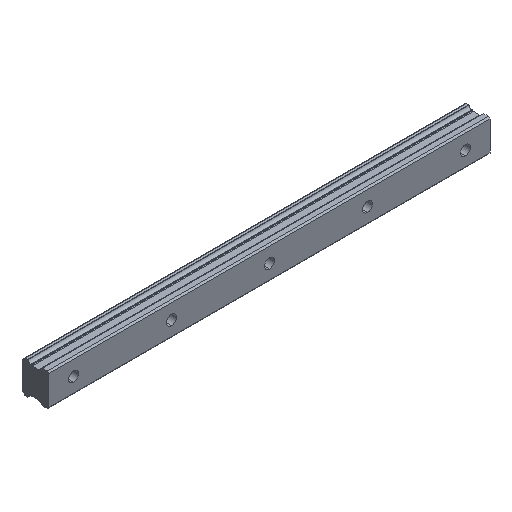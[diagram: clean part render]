
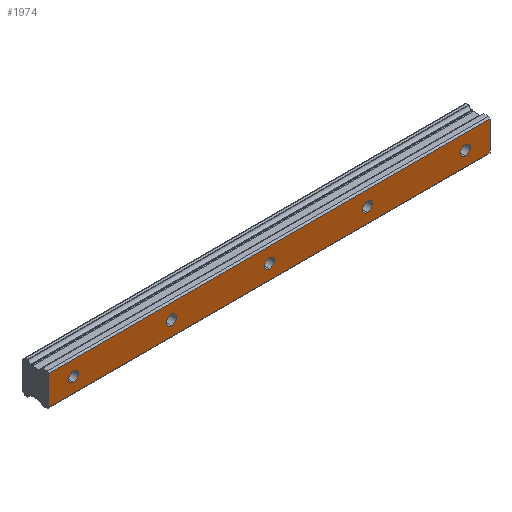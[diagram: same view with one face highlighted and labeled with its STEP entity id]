
A CAD part, isometric view. The second image highlights one B-rep face of the part: STEP entity #1974.
In plain terms, the highlighted planar face has unit normal (0, -1, 0).
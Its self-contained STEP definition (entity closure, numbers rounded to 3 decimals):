
#1 = VECTOR ( 'NONE', #1631, 1000. ) ;
#27 = CARTESIAN_POINT ( 'NONE',  ( 255., 0., -9. ) ) ;
#38 = CIRCLE ( 'NONE', #1161, 3. ) ;
#61 = AXIS2_PLACEMENT_3D ( 'NONE', #1367, #545, #1055 ) ;
#69 = EDGE_LOOP ( 'NONE', ( #971, #309 ) ) ;
#83 = CARTESIAN_POINT ( 'NONE',  ( 240., 0., -3. ) ) ;
#125 = DIRECTION ( 'NONE',  ( 0., -1., 0. ) ) ;
#131 = CIRCLE ( 'NONE', #1874, 3. ) ;
#168 = CARTESIAN_POINT ( 'NONE',  ( 255., 0., 9. ) ) ;
#180 = FACE_BOUND ( 'NONE', #1388, .T. ) ;
#193 = ORIENTED_EDGE ( 'NONE', *, *, #1512, .F. ) ;
#196 = FACE_BOUND ( 'NONE', #1582, .T. ) ;
#213 = CARTESIAN_POINT ( 'NONE',  ( 0., 0., 3. ) ) ;
#218 = DIRECTION ( 'NONE',  ( 0., 1., 0. ) ) ;
#228 = VERTEX_POINT ( 'NONE', #638 ) ;
#249 = CARTESIAN_POINT ( 'NONE',  ( 255., 0., -9. ) ) ;
#262 = VERTEX_POINT ( 'NONE', #1177 ) ;
#269 = AXIS2_PLACEMENT_3D ( 'NONE', #1459, #1109, #994 ) ;
#291 = CARTESIAN_POINT ( 'NONE',  ( 120., 0., -3. ) ) ;
#302 = CIRCLE ( 'NONE', #1552, 3. ) ;
#305 = CARTESIAN_POINT ( 'NONE',  ( -15., 0., 9. ) ) ;
#309 = ORIENTED_EDGE ( 'NONE', *, *, #1985, .F. ) ;
#339 = FACE_BOUND ( 'NONE', #410, .T. ) ;
#347 = DIRECTION ( 'NONE',  ( 1., 0., 0. ) ) ;
#353 = VERTEX_POINT ( 'NONE', #997 ) ;
#376 = ORIENTED_EDGE ( 'NONE', *, *, #1793, .F. ) ;
#377 = CARTESIAN_POINT ( 'NONE',  ( 240., 0., 0. ) ) ;
#388 = AXIS2_PLACEMENT_3D ( 'NONE', #1471, #678, #1307 ) ;
#400 = VERTEX_POINT ( 'NONE', #911 ) ;
#410 = EDGE_LOOP ( 'NONE', ( #883, #547 ) ) ;
#468 = VERTEX_POINT ( 'NONE', #27 ) ;
#483 = CARTESIAN_POINT ( 'NONE',  ( 60., 0., 0. ) ) ;
#545 = DIRECTION ( 'NONE',  ( 0., -1., 0. ) ) ;
#547 = ORIENTED_EDGE ( 'NONE', *, *, #610, .F. ) ;
#571 = VERTEX_POINT ( 'NONE', #213 ) ;
#573 = DIRECTION ( 'NONE',  ( 0., 0., 1. ) ) ;
#584 = ORIENTED_EDGE ( 'NONE', *, *, #742, .F. ) ;
#596 = EDGE_CURVE ( 'NONE', #1528, #1721, #1279, .T. ) ;
#610 = EDGE_CURVE ( 'NONE', #1721, #1528, #1608, .T. ) ;
#617 = AXIS2_PLACEMENT_3D ( 'NONE', #483, #1434, #1163 ) ;
#638 = CARTESIAN_POINT ( 'NONE',  ( -15., 0., -9. ) ) ;
#667 = CARTESIAN_POINT ( 'NONE',  ( 120., 0., 3. ) ) ;
#678 = DIRECTION ( 'NONE',  ( 0., -1., 0. ) ) ;
#702 = LINE ( 'NONE', #1657, #1 ) ;
#705 = DIRECTION ( 'NONE',  ( 0., -1., 0. ) ) ;
#720 = AXIS2_PLACEMENT_3D ( 'NONE', #1261, #1050, #946 ) ;
#742 = EDGE_CURVE ( 'NONE', #880, #400, #1576, .T. ) ;
#758 = EDGE_LOOP ( 'NONE', ( #887, #1012, #1706, #1436 ) ) ;
#770 = EDGE_CURVE ( 'NONE', #262, #468, #1602, .T. ) ;
#776 = VERTEX_POINT ( 'NONE', #1426 ) ;
#781 = VERTEX_POINT ( 'NONE', #1612 ) ;
#792 = CARTESIAN_POINT ( 'NONE',  ( 0., 0., 0. ) ) ;
#800 = EDGE_CURVE ( 'NONE', #1765, #262, #1937, .T. ) ;
#831 = CIRCLE ( 'NONE', #1621, 3. ) ;
#864 = AXIS2_PLACEMENT_3D ( 'NONE', #1353, #1008, #879 ) ;
#879 = DIRECTION ( 'NONE',  ( 0., 0., 1. ) ) ;
#880 = VERTEX_POINT ( 'NONE', #1788 ) ;
#881 = DIRECTION ( 'NONE',  ( -1., 0., 0. ) ) ;
#883 = ORIENTED_EDGE ( 'NONE', *, *, #596, .F. ) ;
#884 = EDGE_CURVE ( 'NONE', #400, #880, #890, .T. ) ;
#887 = ORIENTED_EDGE ( 'NONE', *, *, #974, .F. ) ;
#890 = CIRCLE ( 'NONE', #61, 3. ) ;
#911 = CARTESIAN_POINT ( 'NONE',  ( 60., 0., -3. ) ) ;
#946 = DIRECTION ( 'NONE',  ( 0., 0., 1. ) ) ;
#971 = ORIENTED_EDGE ( 'NONE', *, *, #1308, .F. ) ;
#974 = EDGE_CURVE ( 'NONE', #468, #228, #1633, .T. ) ;
#994 = DIRECTION ( 'NONE',  ( 0., 0., 1. ) ) ;
#997 = CARTESIAN_POINT ( 'NONE',  ( 240., 0., 3. ) ) ;
#1008 = DIRECTION ( 'NONE',  ( 0., -1., 0. ) ) ;
#1012 = ORIENTED_EDGE ( 'NONE', *, *, #770, .F. ) ;
#1050 = DIRECTION ( 'NONE',  ( 0., -1., 0. ) ) ;
#1055 = DIRECTION ( 'NONE',  ( 0., 0., 1. ) ) ;
#1109 = DIRECTION ( 'NONE',  ( 0., -1., 0. ) ) ;
#1131 = ORIENTED_EDGE ( 'NONE', *, *, #884, .F. ) ;
#1136 = CARTESIAN_POINT ( 'NONE',  ( 0., 0., 0. ) ) ;
#1142 = CARTESIAN_POINT ( 'NONE',  ( 255., 0., 9. ) ) ;
#1153 = VECTOR ( 'NONE', #1896, 1000. ) ;
#1160 = CIRCLE ( 'NONE', #269, 3. ) ;
#1161 = AXIS2_PLACEMENT_3D ( 'NONE', #792, #125, #1889 ) ;
#1163 = DIRECTION ( 'NONE',  ( 0., 0., 1. ) ) ;
#1177 = CARTESIAN_POINT ( 'NONE',  ( 255., 0., 9. ) ) ;
#1261 = CARTESIAN_POINT ( 'NONE',  ( 120., 0., 0. ) ) ;
#1279 = CIRCLE ( 'NONE', #388, 3. ) ;
#1284 = DIRECTION ( 'NONE',  ( 0., 0., 1. ) ) ;
#1288 = EDGE_CURVE ( 'NONE', #228, #1765, #702, .T. ) ;
#1293 = AXIS2_PLACEMENT_3D ( 'NONE', #1938, #218, #1335 ) ;
#1307 = DIRECTION ( 'NONE',  ( 0., 0., 1. ) ) ;
#1308 = EDGE_CURVE ( 'NONE', #781, #1970, #1811, .T. ) ;
#1319 = DIRECTION ( 'NONE',  ( 0., -1., 0. ) ) ;
#1325 = ORIENTED_EDGE ( 'NONE', *, *, #1923, .F. ) ;
#1335 = DIRECTION ( 'NONE',  ( 0., 0., 1. ) ) ;
#1336 = ORIENTED_EDGE ( 'NONE', *, *, #1485, .F. ) ;
#1353 = CARTESIAN_POINT ( 'NONE',  ( 180., 0., 0. ) ) ;
#1367 = CARTESIAN_POINT ( 'NONE',  ( 60., 0., 0. ) ) ;
#1388 = EDGE_LOOP ( 'NONE', ( #1325, #376 ) ) ;
#1426 = CARTESIAN_POINT ( 'NONE',  ( 0., 0., -3. ) ) ;
#1434 = DIRECTION ( 'NONE',  ( 0., -1., 0. ) ) ;
#1436 = ORIENTED_EDGE ( 'NONE', *, *, #1288, .F. ) ;
#1459 = CARTESIAN_POINT ( 'NONE',  ( 240., 0., 0. ) ) ;
#1471 = CARTESIAN_POINT ( 'NONE',  ( 120., 0., 0. ) ) ;
#1485 = EDGE_CURVE ( 'NONE', #353, #2018, #131, .T. ) ;
#1512 = EDGE_CURVE ( 'NONE', #2018, #353, #1160, .T. ) ;
#1518 = CARTESIAN_POINT ( 'NONE',  ( 180., 0., 0. ) ) ;
#1522 = EDGE_LOOP ( 'NONE', ( #1336, #193 ) ) ;
#1528 = VERTEX_POINT ( 'NONE', #667 ) ;
#1552 = AXIS2_PLACEMENT_3D ( 'NONE', #1518, #705, #573 ) ;
#1576 = CIRCLE ( 'NONE', #617, 3. ) ;
#1582 = EDGE_LOOP ( 'NONE', ( #584, #1131 ) ) ;
#1595 = DIRECTION ( 'NONE',  ( 0., -1., 0. ) ) ;
#1602 = LINE ( 'NONE', #1142, #1153 ) ;
#1608 = CIRCLE ( 'NONE', #720, 3. ) ;
#1612 = CARTESIAN_POINT ( 'NONE',  ( 180., 0., 3. ) ) ;
#1613 = FACE_BOUND ( 'NONE', #69, .T. ) ;
#1621 = AXIS2_PLACEMENT_3D ( 'NONE', #1136, #1595, #1284 ) ;
#1631 = DIRECTION ( 'NONE',  ( 0., 0., 1. ) ) ;
#1633 = LINE ( 'NONE', #249, #1907 ) ;
#1657 = CARTESIAN_POINT ( 'NONE',  ( -15., 0., 9. ) ) ;
#1677 = PLANE ( 'NONE',  #1293 ) ;
#1706 = ORIENTED_EDGE ( 'NONE', *, *, #800, .F. ) ;
#1721 = VERTEX_POINT ( 'NONE', #291 ) ;
#1736 = CARTESIAN_POINT ( 'NONE',  ( 180., 0., -3. ) ) ;
#1749 = FACE_BOUND ( 'NONE', #1522, .T. ) ;
#1765 = VERTEX_POINT ( 'NONE', #305 ) ;
#1767 = FACE_OUTER_BOUND ( 'NONE', #758, .T. ) ;
#1788 = CARTESIAN_POINT ( 'NONE',  ( 60., 0., 3. ) ) ;
#1793 = EDGE_CURVE ( 'NONE', #776, #571, #38, .T. ) ;
#1811 = CIRCLE ( 'NONE', #864, 3. ) ;
#1841 = VECTOR ( 'NONE', #347, 1000. ) ;
#1867 = DIRECTION ( 'NONE',  ( 0., 0., 1. ) ) ;
#1874 = AXIS2_PLACEMENT_3D ( 'NONE', #377, #1319, #1867 ) ;
#1889 = DIRECTION ( 'NONE',  ( 0., 0., 1. ) ) ;
#1896 = DIRECTION ( 'NONE',  ( 0., 0., -1. ) ) ;
#1907 = VECTOR ( 'NONE', #881, 1000. ) ;
#1923 = EDGE_CURVE ( 'NONE', #571, #776, #831, .T. ) ;
#1937 = LINE ( 'NONE', #168, #1841 ) ;
#1938 = CARTESIAN_POINT ( 'NONE',  ( 255., 0., 9. ) ) ;
#1970 = VERTEX_POINT ( 'NONE', #1736 ) ;
#1974 = ADVANCED_FACE ( 'NONE', ( #1767, #180, #1749, #1613, #339, #196 ), #1677, .F. ) ;
#1985 = EDGE_CURVE ( 'NONE', #1970, #781, #302, .T. ) ;
#2018 = VERTEX_POINT ( 'NONE', #83 ) ;
